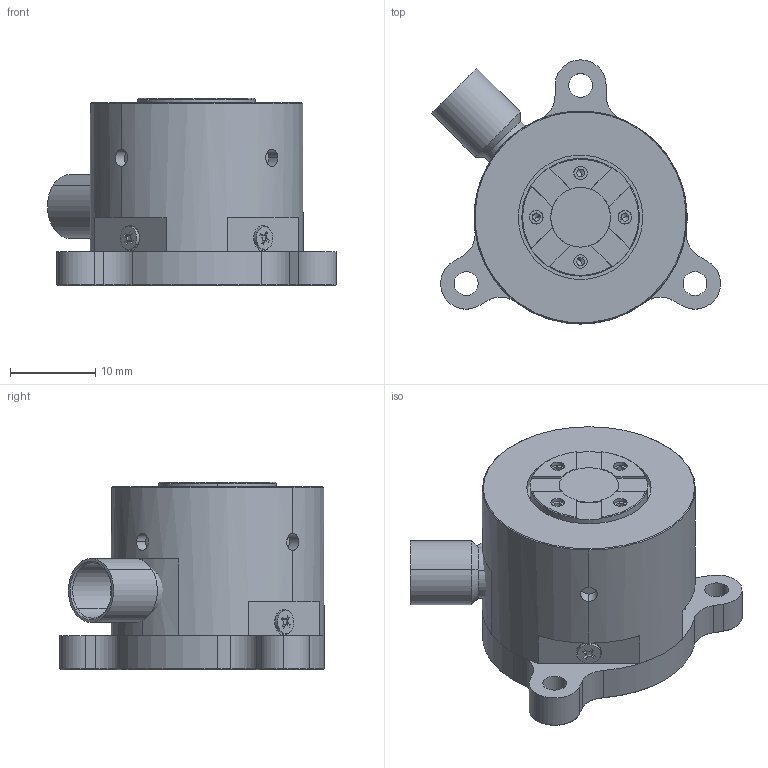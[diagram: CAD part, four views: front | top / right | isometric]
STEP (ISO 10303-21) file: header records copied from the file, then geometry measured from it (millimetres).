
FILE_DESCRIPTION (( 'STEP AP203' ), '1' );
FILE_NAME ('XD304.T1俋倛芞-22.02.18.STEP', '2022-02-18T01:34:23', ( '' ), ( '' ), 'SwSTEP 2.0', 'SolidWorks 2016', '' );
FILE_SCHEMA (( 'CONFIG_CONTROL_DESIGN' ));
Length unit declared in the file: millimetre
Products named in the file (1): XD304.T1俋倛芞-22.02.18
Bounding box: 33.92 x 31 x 22 mm (x, y, z)
Volume: 10769.8 mm3; surface area: 7420.1 mm2
Topology: 14 solids, 17 shells, 458 faces, 1126 edges, 689 vertices
Faces by surface type: plane 207, cylinder 147, cone 100, torus 4
Entity records: 13653 total; most frequent: CARTESIAN_POINT 2610, DIRECTION 2412, ORIENTED_EDGE 2184, EDGE_CURVE 1092, AXIS2_PLACEMENT_3D 893, VERTEX_POINT 689, VECTOR 626, LINE 626
